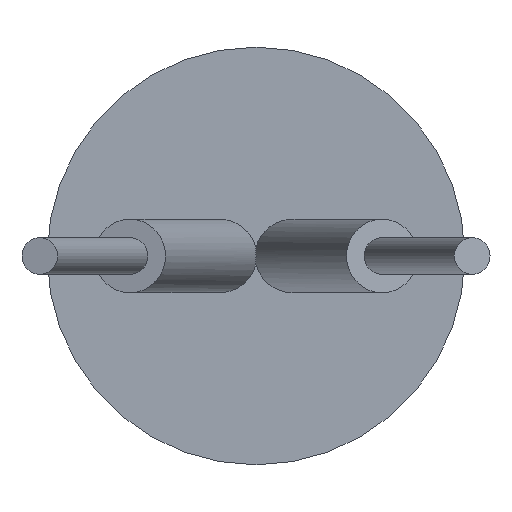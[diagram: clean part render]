
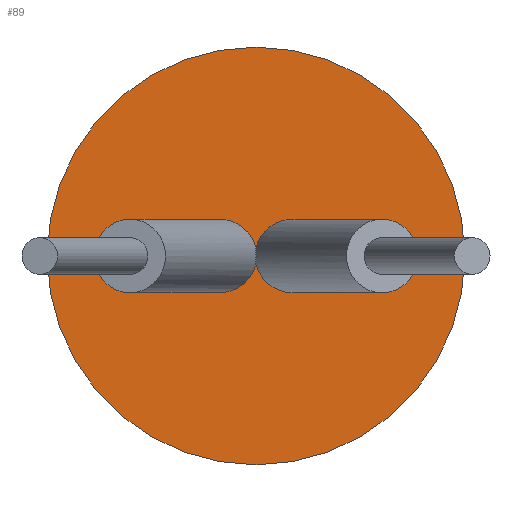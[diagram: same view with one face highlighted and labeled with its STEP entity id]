
A CAD part, left-side view. The second image highlights one B-rep face of the part: STEP entity #89.
In plain terms, the highlighted planar face has unit normal (-1, 0, 0).
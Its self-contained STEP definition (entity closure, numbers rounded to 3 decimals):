
#89 = ADVANCED_FACE( '', ( #157, #158 ), #159, .F. );
#157 = FACE_OUTER_BOUND( '', #254, .T. );
#158 = FACE_BOUND( '', #255, .T. );
#159 = PLANE( '', #256 );
#254 = EDGE_LOOP( '', ( #381 ) );
#255 = EDGE_LOOP( '', ( #382, #383 ) );
#256 = AXIS2_PLACEMENT_3D( '', #384, #385, #386 );
#381 = ORIENTED_EDGE( '', *, *, #492, .F. );
#382 = ORIENTED_EDGE( '', *, *, #469, .F. );
#383 = ORIENTED_EDGE( '', *, *, #486, .F. );
#384 = CARTESIAN_POINT( '', ( -45., 0., 0. ) );
#385 = DIRECTION( '', ( 1., 0., 0. ) );
#386 = DIRECTION( '', ( 0., 0., -1. ) );
#469 = EDGE_CURVE( '', #503, #504, #505, .F. );
#486 = EDGE_CURVE( '', #504, #503, #537, .F. );
#492 = EDGE_CURVE( '', #548, #548, #549, .T. );
#503 = VERTEX_POINT( '', #568 );
#504 = VERTEX_POINT( '', #569 );
#505 = ELLIPSE( '', #570, 0.549, 0.53 );
#537 = ELLIPSE( '', #602, 0.549, 0.53 );
#548 = VERTEX_POINT( '', #613 );
#549 = CIRCLE( '', #614, 3. );
#568 = CARTESIAN_POINT( '', ( -45., 0., -0.114 ) );
#569 = CARTESIAN_POINT( '', ( -45., 0., 0.114 ) );
#570 = AXIS2_PLACEMENT_3D( '', #633, #634, #635 );
#602 = AXIS2_PLACEMENT_3D( '', #684, #685, #686 );
#613 = CARTESIAN_POINT( '', ( -45., 0., -3. ) );
#614 = AXIS2_PLACEMENT_3D( '', #702, #703, #704 );
#633 = CARTESIAN_POINT( '', ( -45., -0.536, 0. ) );
#634 = DIRECTION( '', ( 1., 0., 0. ) );
#635 = DIRECTION( '', ( 0., 1., 0. ) );
#684 = CARTESIAN_POINT( '', ( -45., 0.536, 0. ) );
#685 = DIRECTION( '', ( 1., 0., 0. ) );
#686 = DIRECTION( '', ( 0., -1., 0. ) );
#702 = CARTESIAN_POINT( '', ( -45., 0., 0. ) );
#703 = DIRECTION( '', ( 1., 0., 0. ) );
#704 = DIRECTION( '', ( 0., 0., -1. ) );
